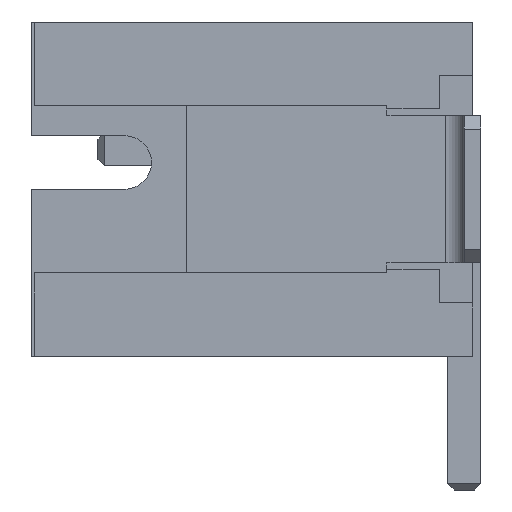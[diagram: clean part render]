
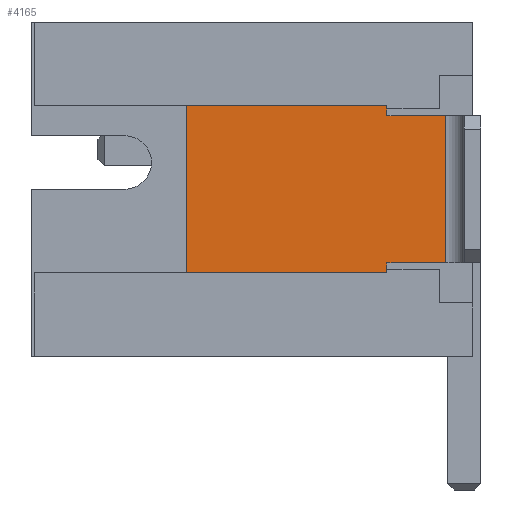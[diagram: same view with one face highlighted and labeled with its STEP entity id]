
A CAD part, left-side view. The second image highlights one B-rep face of the part: STEP entity #4165.
In plain terms, the highlighted planar face has unit normal (-1, 0, 0).
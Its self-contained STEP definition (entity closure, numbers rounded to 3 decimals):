
#236 = CARTESIAN_POINT ( 'NONE',  ( 0.275, 1.405, -1.25 ) ) ;
#864 = DIRECTION ( 'NONE',  ( 0., 0., 1. ) ) ;
#1042 = ORIENTED_EDGE ( 'NONE', *, *, #15114, .F. ) ;
#1231 = LINE ( 'NONE', #17105, #14295 ) ;
#1369 = CARTESIAN_POINT ( 'NONE',  ( 0.275, 0.525, -1.1 ) ) ;
#1450 = VERTEX_POINT ( 'NONE', #19845 ) ;
#1891 = DIRECTION ( 'NONE',  ( 0., 1., 0. ) ) ;
#2318 = VERTEX_POINT ( 'NONE', #16567 ) ;
#2498 = ORIENTED_EDGE ( 'NONE', *, *, #6726, .T. ) ;
#2562 = LINE ( 'NONE', #9817, #9315 ) ;
#2778 = VECTOR ( 'NONE', #22571, 1000. ) ;
#2859 = EDGE_CURVE ( 'NONE', #1450, #2972, #16397, .T. ) ;
#2972 = VERTEX_POINT ( 'NONE', #10072 ) ;
#3701 = CARTESIAN_POINT ( 'NONE',  ( 0.275, 0.125, -2.5 ) ) ;
#3726 = VECTOR ( 'NONE', #1891, 1000. ) ;
#3765 = VECTOR ( 'NONE', #9638, 1000. ) ;
#4165 = ADVANCED_FACE ( 'NONE', ( #19849 ), #14489, .F. ) ;
#5591 = DIRECTION ( 'NONE',  ( 0., 0., 1. ) ) ;
#6403 = CARTESIAN_POINT ( 'NONE',  ( 0.275, 4.405, 1.25 ) ) ;
#6441 = ORIENTED_EDGE ( 'NONE', *, *, #7428, .F. ) ;
#6726 = EDGE_CURVE ( 'NONE', #23224, #22511, #2562, .T. ) ;
#7074 = VECTOR ( 'NONE', #20377, 1000. ) ;
#7113 = ORIENTED_EDGE ( 'NONE', *, *, #12951, .T. ) ;
#7117 = VECTOR ( 'NONE', #5591, 1000. ) ;
#7366 = CARTESIAN_POINT ( 'NONE',  ( 0.275, 0.525, 1.1 ) ) ;
#7428 = EDGE_CURVE ( 'NONE', #14844, #21062, #18598, .T. ) ;
#7506 = DIRECTION ( 'NONE',  ( 1., 0., 0. ) ) ;
#8178 = VERTEX_POINT ( 'NONE', #10643 ) ;
#9315 = VECTOR ( 'NONE', #18713, 1000. ) ;
#9577 = CARTESIAN_POINT ( 'NONE',  ( 0.275, 0.525, -1.1 ) ) ;
#9638 = DIRECTION ( 'NONE',  ( 0., -1., 0. ) ) ;
#9677 = CARTESIAN_POINT ( 'NONE',  ( 0.275, 1.405, -1.25 ) ) ;
#9817 = CARTESIAN_POINT ( 'NONE',  ( 0.275, 4.405, -1.25 ) ) ;
#10072 = CARTESIAN_POINT ( 'NONE',  ( 0.275, 1.405, 1.25 ) ) ;
#10643 = CARTESIAN_POINT ( 'NONE',  ( 0.275, 1.405, -1.2 ) ) ;
#11286 = LINE ( 'NONE', #236, #7117 ) ;
#11412 = EDGE_CURVE ( 'NONE', #22511, #12079, #15098, .T. ) ;
#11683 = ORIENTED_EDGE ( 'NONE', *, *, #13591, .T. ) ;
#12079 = VERTEX_POINT ( 'NONE', #9677 ) ;
#12951 = EDGE_CURVE ( 'NONE', #2318, #21062, #22937, .T. ) ;
#13591 = EDGE_CURVE ( 'NONE', #18739, #1450, #1231, .T. ) ;
#13845 = ORIENTED_EDGE ( 'NONE', *, *, #11412, .T. ) ;
#14295 = VECTOR ( 'NONE', #864, 1000. ) ;
#14489 = PLANE ( 'NONE',  #17767 ) ;
#14536 = CARTESIAN_POINT ( 'NONE',  ( 0.275, 1.405, 1.1 ) ) ;
#14672 = EDGE_LOOP ( 'NONE', ( #13845, #19913, #16410, #7113, #6441, #1042, #11683, #15748, #20887, #2498 ) ) ;
#14791 = LINE ( 'NONE', #14910, #20719 ) ;
#14844 = VERTEX_POINT ( 'NONE', #7366 ) ;
#14910 = CARTESIAN_POINT ( 'NONE',  ( 0.275, 1.405, 1.1 ) ) ;
#14934 = LINE ( 'NONE', #16597, #3726 ) ;
#15098 = LINE ( 'NONE', #18667, #3765 ) ;
#15114 = EDGE_CURVE ( 'NONE', #18739, #14844, #14791, .T. ) ;
#15472 = CARTESIAN_POINT ( 'NONE',  ( 0.275, 1.405, -1.1 ) ) ;
#15748 = ORIENTED_EDGE ( 'NONE', *, *, #2859, .T. ) ;
#15934 = CARTESIAN_POINT ( 'NONE',  ( 0.275, 1.405, -1.25 ) ) ;
#16397 = LINE ( 'NONE', #21743, #18821 ) ;
#16410 = ORIENTED_EDGE ( 'NONE', *, *, #18966, .T. ) ;
#16435 = VECTOR ( 'NONE', #21384, 1000. ) ;
#16567 = CARTESIAN_POINT ( 'NONE',  ( 0.275, 1.405, -1.1 ) ) ;
#16597 = CARTESIAN_POINT ( 'NONE',  ( 0.275, 1.405, 1.25 ) ) ;
#17105 = CARTESIAN_POINT ( 'NONE',  ( 0.275, 1.405, -1.25 ) ) ;
#17767 = AXIS2_PLACEMENT_3D ( 'NONE', #3701, #7506, #18524 ) ;
#17942 = DIRECTION ( 'NONE',  ( 0., 0., 1. ) ) ;
#18306 = CARTESIAN_POINT ( 'NONE',  ( 0.275, 4.405, -1.25 ) ) ;
#18524 = DIRECTION ( 'NONE',  ( 0., 0., -1. ) ) ;
#18598 = LINE ( 'NONE', #9577, #7074 ) ;
#18667 = CARTESIAN_POINT ( 'NONE',  ( 0.275, 1.405, -1.25 ) ) ;
#18713 = DIRECTION ( 'NONE',  ( 0., 0., -1. ) ) ;
#18739 = VERTEX_POINT ( 'NONE', #14536 ) ;
#18821 = VECTOR ( 'NONE', #17942, 1000. ) ;
#18966 = EDGE_CURVE ( 'NONE', #8178, #2318, #23059, .T. ) ;
#19845 = CARTESIAN_POINT ( 'NONE',  ( 0.275, 1.405, 1.2 ) ) ;
#19849 = FACE_OUTER_BOUND ( 'NONE', #14672, .T. ) ;
#19913 = ORIENTED_EDGE ( 'NONE', *, *, #23108, .T. ) ;
#20377 = DIRECTION ( 'NONE',  ( 0., 0., -1. ) ) ;
#20719 = VECTOR ( 'NONE', #22139, 1000. ) ;
#20887 = ORIENTED_EDGE ( 'NONE', *, *, #23190, .T. ) ;
#21062 = VERTEX_POINT ( 'NONE', #1369 ) ;
#21384 = DIRECTION ( 'NONE',  ( 0., 0., 1. ) ) ;
#21743 = CARTESIAN_POINT ( 'NONE',  ( 0.275, 1.405, -1.25 ) ) ;
#22139 = DIRECTION ( 'NONE',  ( 0., -1., 0. ) ) ;
#22511 = VERTEX_POINT ( 'NONE', #18306 ) ;
#22571 = DIRECTION ( 'NONE',  ( 0., -1., 0. ) ) ;
#22937 = LINE ( 'NONE', #15472, #2778 ) ;
#23059 = LINE ( 'NONE', #15934, #16435 ) ;
#23108 = EDGE_CURVE ( 'NONE', #12079, #8178, #11286, .T. ) ;
#23190 = EDGE_CURVE ( 'NONE', #2972, #23224, #14934, .T. ) ;
#23224 = VERTEX_POINT ( 'NONE', #6403 ) ;
